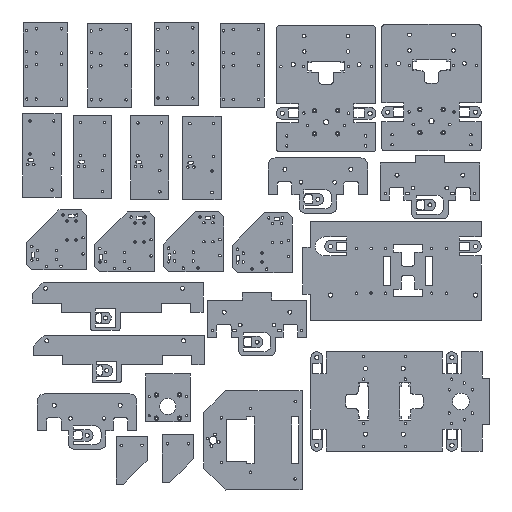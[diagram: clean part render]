
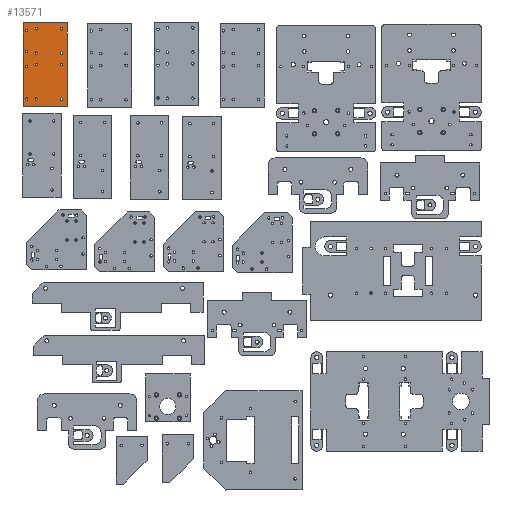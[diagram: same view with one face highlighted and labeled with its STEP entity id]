
A CAD part, left-side view. The second image highlights one B-rep face of the part: STEP entity #13571.
In plain terms, the highlighted face is planar.
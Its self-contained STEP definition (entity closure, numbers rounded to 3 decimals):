
#752=FACE_BOUND('',#2318,.T.);
#753=FACE_BOUND('',#2319,.T.);
#754=FACE_BOUND('',#2320,.T.);
#755=FACE_BOUND('',#2321,.T.);
#756=FACE_BOUND('',#2322,.T.);
#757=FACE_BOUND('',#2323,.T.);
#758=FACE_BOUND('',#2324,.T.);
#759=FACE_BOUND('',#2325,.T.);
#760=FACE_BOUND('',#2326,.T.);
#761=FACE_BOUND('',#2327,.T.);
#762=FACE_BOUND('',#2328,.T.);
#763=FACE_BOUND('',#2329,.T.);
#1114=PLANE('',#14602);
#1594=FACE_OUTER_BOUND('',#2317,.T.);
#2317=EDGE_LOOP('',(#10108,#10109,#10110,#10111));
#2318=EDGE_LOOP('',(#10112));
#2319=EDGE_LOOP('',(#10113));
#2320=EDGE_LOOP('',(#10114));
#2321=EDGE_LOOP('',(#10115));
#2322=EDGE_LOOP('',(#10116));
#2323=EDGE_LOOP('',(#10117));
#2324=EDGE_LOOP('',(#10118));
#2325=EDGE_LOOP('',(#10119));
#2326=EDGE_LOOP('',(#10120));
#2327=EDGE_LOOP('',(#10121));
#2328=EDGE_LOOP('',(#10122));
#2329=EDGE_LOOP('',(#10123));
#3382=LINE('',#20149,#4775);
#3387=LINE('',#20159,#4780);
#3388=LINE('',#20161,#4781);
#3389=LINE('',#20162,#4782);
#4775=VECTOR('',#16243,10.);
#4780=VECTOR('',#16250,10.);
#4781=VECTOR('',#16251,10.);
#4782=VECTOR('',#16252,10.);
#6016=CIRCLE('',#14566,1.65);
#6018=CIRCLE('',#14569,1.65);
#6020=CIRCLE('',#14572,1.65);
#6022=CIRCLE('',#14575,1.65);
#6024=CIRCLE('',#14578,1.65);
#6026=CIRCLE('',#14581,1.65);
#6028=CIRCLE('',#14584,1.65);
#6030=CIRCLE('',#14587,1.65);
#6032=CIRCLE('',#14590,1.65);
#6034=CIRCLE('',#14593,1.65);
#6036=CIRCLE('',#14596,1.65);
#6038=CIRCLE('',#14599,1.65);
#6665=VERTEX_POINT('',#20073);
#6667=VERTEX_POINT('',#20079);
#6669=VERTEX_POINT('',#20085);
#6671=VERTEX_POINT('',#20091);
#6673=VERTEX_POINT('',#20097);
#6675=VERTEX_POINT('',#20103);
#6677=VERTEX_POINT('',#20109);
#6679=VERTEX_POINT('',#20115);
#6681=VERTEX_POINT('',#20121);
#6683=VERTEX_POINT('',#20127);
#6685=VERTEX_POINT('',#20133);
#6687=VERTEX_POINT('',#20139);
#6690=VERTEX_POINT('',#20146);
#6691=VERTEX_POINT('',#20148);
#6695=VERTEX_POINT('',#20158);
#6696=VERTEX_POINT('',#20160);
#7972=EDGE_CURVE('',#6665,#6665,#6016,.T.);
#7975=EDGE_CURVE('',#6667,#6667,#6018,.T.);
#7978=EDGE_CURVE('',#6669,#6669,#6020,.T.);
#7981=EDGE_CURVE('',#6671,#6671,#6022,.T.);
#7984=EDGE_CURVE('',#6673,#6673,#6024,.T.);
#7987=EDGE_CURVE('',#6675,#6675,#6026,.T.);
#7990=EDGE_CURVE('',#6677,#6677,#6028,.T.);
#7993=EDGE_CURVE('',#6679,#6679,#6030,.T.);
#7996=EDGE_CURVE('',#6681,#6681,#6032,.T.);
#7999=EDGE_CURVE('',#6683,#6683,#6034,.T.);
#8002=EDGE_CURVE('',#6685,#6685,#6036,.T.);
#8005=EDGE_CURVE('',#6687,#6687,#6038,.T.);
#8009=EDGE_CURVE('',#6690,#6691,#3382,.T.);
#8014=EDGE_CURVE('',#6695,#6690,#3387,.T.);
#8015=EDGE_CURVE('',#6696,#6695,#3388,.T.);
#8016=EDGE_CURVE('',#6691,#6696,#3389,.T.);
#10108=ORIENTED_EDGE('',*,*,#8014,.F.);
#10109=ORIENTED_EDGE('',*,*,#8015,.F.);
#10110=ORIENTED_EDGE('',*,*,#8016,.F.);
#10111=ORIENTED_EDGE('',*,*,#8009,.F.);
#10112=ORIENTED_EDGE('',*,*,#7972,.T.);
#10113=ORIENTED_EDGE('',*,*,#7975,.T.);
#10114=ORIENTED_EDGE('',*,*,#7978,.T.);
#10115=ORIENTED_EDGE('',*,*,#7981,.T.);
#10116=ORIENTED_EDGE('',*,*,#7984,.T.);
#10117=ORIENTED_EDGE('',*,*,#7987,.T.);
#10118=ORIENTED_EDGE('',*,*,#7990,.T.);
#10119=ORIENTED_EDGE('',*,*,#7993,.T.);
#10120=ORIENTED_EDGE('',*,*,#7996,.T.);
#10121=ORIENTED_EDGE('',*,*,#7999,.T.);
#10122=ORIENTED_EDGE('',*,*,#8002,.T.);
#10123=ORIENTED_EDGE('',*,*,#8005,.T.);
#13571=ADVANCED_FACE('',(#1594,#752,#753,#754,#755,#756,#757,#758,#759,
#760,#761,#762,#763),#1114,.T.);
#14566=AXIS2_PLACEMENT_3D('',#20074,#16158,#16159);
#14569=AXIS2_PLACEMENT_3D('',#20080,#16165,#16166);
#14572=AXIS2_PLACEMENT_3D('',#20086,#16172,#16173);
#14575=AXIS2_PLACEMENT_3D('',#20092,#16179,#16180);
#14578=AXIS2_PLACEMENT_3D('',#20098,#16186,#16187);
#14581=AXIS2_PLACEMENT_3D('',#20104,#16193,#16194);
#14584=AXIS2_PLACEMENT_3D('',#20110,#16200,#16201);
#14587=AXIS2_PLACEMENT_3D('',#20116,#16207,#16208);
#14590=AXIS2_PLACEMENT_3D('',#20122,#16214,#16215);
#14593=AXIS2_PLACEMENT_3D('',#20128,#16221,#16222);
#14596=AXIS2_PLACEMENT_3D('',#20134,#16228,#16229);
#14599=AXIS2_PLACEMENT_3D('',#20140,#16235,#16236);
#14602=AXIS2_PLACEMENT_3D('',#20157,#16248,#16249);
#16158=DIRECTION('center_axis',(-1.,0.,0.));
#16159=DIRECTION('ref_axis',(0.,0.,-1.));
#16165=DIRECTION('center_axis',(-1.,0.,0.));
#16166=DIRECTION('ref_axis',(0.,0.,-1.));
#16172=DIRECTION('center_axis',(-1.,0.,0.));
#16173=DIRECTION('ref_axis',(0.,0.,-1.));
#16179=DIRECTION('center_axis',(-1.,0.,0.));
#16180=DIRECTION('ref_axis',(0.,0.,-1.));
#16186=DIRECTION('center_axis',(-1.,0.,0.));
#16187=DIRECTION('ref_axis',(0.,0.,-1.));
#16193=DIRECTION('center_axis',(-1.,0.,0.));
#16194=DIRECTION('ref_axis',(0.,0.,-1.));
#16200=DIRECTION('center_axis',(-1.,0.,0.));
#16201=DIRECTION('ref_axis',(0.,0.,-1.));
#16207=DIRECTION('center_axis',(-1.,0.,0.));
#16208=DIRECTION('ref_axis',(0.,0.,-1.));
#16214=DIRECTION('center_axis',(-1.,0.,0.));
#16215=DIRECTION('ref_axis',(0.,0.,-1.));
#16221=DIRECTION('center_axis',(-1.,0.,0.));
#16222=DIRECTION('ref_axis',(0.,0.,-1.));
#16228=DIRECTION('center_axis',(-1.,0.,0.));
#16229=DIRECTION('ref_axis',(0.,0.,-1.));
#16235=DIRECTION('center_axis',(-1.,0.,0.));
#16236=DIRECTION('ref_axis',(0.,0.,-1.));
#16243=DIRECTION('',(0.,-1.,0.));
#16248=DIRECTION('center_axis',(1.,0.,0.));
#16249=DIRECTION('ref_axis',(0.,1.,0.));
#16250=DIRECTION('',(0.,0.,-1.));
#16251=DIRECTION('',(0.,1.,0.));
#16252=DIRECTION('',(0.,0.,1.));
#20073=CARTESIAN_POINT('',(10.,-42.6,-6.35));
#20074=CARTESIAN_POINT('Origin',(10.,-42.6,-8.));
#20079=CARTESIAN_POINT('',(10.,-8.,9.65));
#20080=CARTESIAN_POINT('Origin',(10.,-8.,8.));
#20085=CARTESIAN_POINT('',(10.,-42.6,56.65));
#20086=CARTESIAN_POINT('Origin',(10.,-42.6,55.));
#20091=CARTESIAN_POINT('',(10.,5.,-8.35));
#20092=CARTESIAN_POINT('Origin',(10.,5.,-10.));
#20097=CARTESIAN_POINT('',(10.,5.,11.65));
#20098=CARTESIAN_POINT('Origin',(10.,5.,10.));
#20103=CARTESIAN_POINT('',(10.,-8.,-39.55));
#20104=CARTESIAN_POINT('Origin',(10.,-8.,-41.2));
#20109=CARTESIAN_POINT('',(10.,-42.6,-39.55));
#20110=CARTESIAN_POINT('Origin',(10.,-42.6,-41.2));
#20115=CARTESIAN_POINT('',(10.,5.,56.65));
#20116=CARTESIAN_POINT('Origin',(10.,5.,55.));
#20121=CARTESIAN_POINT('',(10.,5.,-37.55));
#20122=CARTESIAN_POINT('Origin',(10.,5.,-39.2));
#20127=CARTESIAN_POINT('',(10.,-8.,56.65));
#20128=CARTESIAN_POINT('Origin',(10.,-8.,55.));
#20133=CARTESIAN_POINT('',(10.,-8.,-6.35));
#20134=CARTESIAN_POINT('Origin',(10.,-8.,-8.));
#20139=CARTESIAN_POINT('',(10.,-42.6,9.65));
#20140=CARTESIAN_POINT('Origin',(10.,-42.6,8.));
#20146=CARTESIAN_POINT('',(10.,10.,-49.2));
#20148=CARTESIAN_POINT('',(10.,-50.6,-49.2));
#20149=CARTESIAN_POINT('',(10.,-50.6,-49.2));
#20157=CARTESIAN_POINT('Origin',(10.,-50.6,0.));
#20158=CARTESIAN_POINT('',(10.,10.,65.));
#20159=CARTESIAN_POINT('',(10.,10.,0.));
#20160=CARTESIAN_POINT('',(10.,-50.6,65.));
#20161=CARTESIAN_POINT('',(10.,-50.6,65.));
#20162=CARTESIAN_POINT('',(10.,-50.6,0.));
